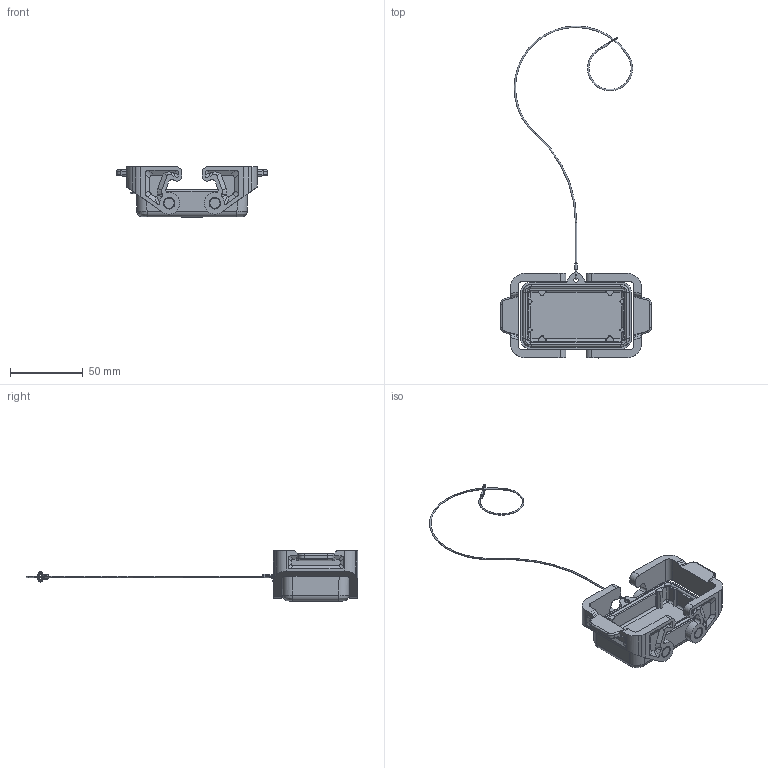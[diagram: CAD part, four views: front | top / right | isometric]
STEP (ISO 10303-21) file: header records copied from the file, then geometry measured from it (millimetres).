
FILE_DESCRIPTION(('Creo Elements/Direct Modeling STEP Export'),'2;1');
FILE_NAME('37jbk2e5h1n42ma5904','2022-02-03T14:16:21',(''),(''),'Creo Elements/Direct Modeling STEP processor for AP214 (Solid Model)','Creo Elements/Direct Modeling 20.1B 02-Apr-2019 (C) Parametric Technology GmbH','');
FILE_SCHEMA(('AUTOMOTIVE_DESIGN { 1 0 10303 214 1 1 1 1 }'));
Length unit declared in the file: millimetre
Products named in the file (2): Coperchietto_10p_leve
Assembly tree (1 placements, depth 2):
  Coperchietto_10p_leve
    Coperchietto_10p_leve
Bounding box: 103.5 x 227.87 x 34.55 mm (x, y, z)
Volume: 58291.3 mm3; surface area: 31472.8 mm2
Topology: 1 solids, 1 shells, 601 faces, 1612 edges, 1037 vertices
Faces by surface type: cylinder 300, plane 214, bspline 51, torus 24, cone 8, sphere 4
Entity records: 35276 total; most frequent: CARTESIAN_POINT 15950, ORIENTED_EDGE 3214, DIRECTION 2840, EDGE_CURVE 1606, VERTEX_POINT 1036, AXIS2_PLACEMENT_3D 997, VECTOR 846, LINE 846
